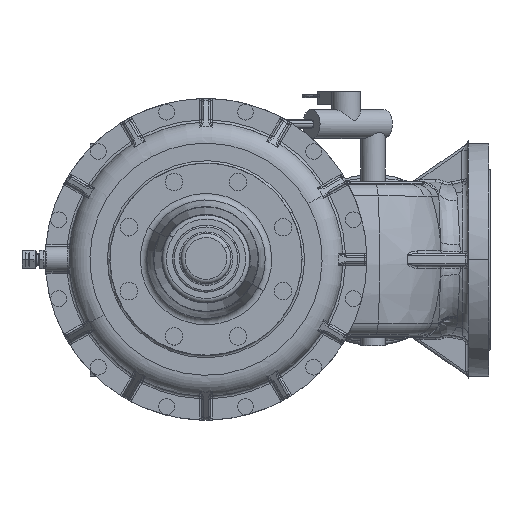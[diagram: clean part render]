
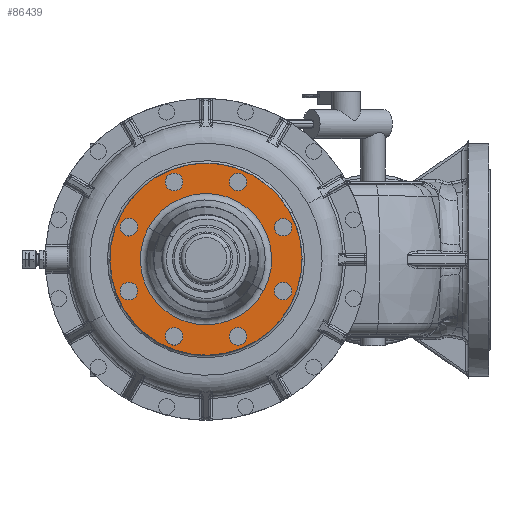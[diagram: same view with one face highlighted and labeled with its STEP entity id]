
A CAD part, top view. The second image highlights one B-rep face of the part: STEP entity #86439.
In plain terms, the highlighted planar face has unit normal (0, 0, 1).
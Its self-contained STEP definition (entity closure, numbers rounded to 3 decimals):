
#86013=CARTESIAN_POINT('Vertex',(-100.922,55.134,388.)) ;
#86016=CARTESIAN_POINT('Axis2P3D Location',(0.,0.,388.)) ;
#86020=CARTESIAN_POINT('Vertex',(100.922,-55.134,388.)) ;
#86036=CARTESIAN_POINT('Axis2P3D Location',(0.,0.,388.)) ;
#86268=CARTESIAN_POINT('Axis2P3D Location',(-78.639,0.,388.)) ;
#86277=CARTESIAN_POINT('Axis2P3D Location',(-92.388,38.268,388.)) ;
#86281=CARTESIAN_POINT('Vertex',(-81.888,38.268,388.)) ;
#86283=CARTESIAN_POINT('Vertex',(-102.888,38.268,388.)) ;
#86286=CARTESIAN_POINT('Axis2P3D Location',(-92.388,38.268,388.)) ;
#86295=CARTESIAN_POINT('Axis2P3D Location',(0.,0.,388.)) ;
#86299=CARTESIAN_POINT('Vertex',(69.012,-37.701,388.)) ;
#86301=CARTESIAN_POINT('Vertex',(-69.012,37.701,388.)) ;
#86304=CARTESIAN_POINT('Axis2P3D Location',(0.,0.,388.)) ;
#86313=CARTESIAN_POINT('Axis2P3D Location',(-38.268,92.388,388.)) ;
#86317=CARTESIAN_POINT('Vertex',(-45.693,99.813,388.)) ;
#86319=CARTESIAN_POINT('Vertex',(-30.844,84.963,388.)) ;
#86322=CARTESIAN_POINT('Axis2P3D Location',(-38.268,92.388,388.)) ;
#86331=CARTESIAN_POINT('Axis2P3D Location',(38.268,92.388,388.)) ;
#86335=CARTESIAN_POINT('Vertex',(38.268,102.888,388.)) ;
#86337=CARTESIAN_POINT('Vertex',(38.268,81.888,388.)) ;
#86340=CARTESIAN_POINT('Axis2P3D Location',(38.268,92.388,388.)) ;
#86349=CARTESIAN_POINT('Axis2P3D Location',(92.388,38.268,388.)) ;
#86353=CARTESIAN_POINT('Vertex',(99.813,45.693,388.)) ;
#86355=CARTESIAN_POINT('Vertex',(84.963,30.844,388.)) ;
#86358=CARTESIAN_POINT('Axis2P3D Location',(92.388,38.268,388.)) ;
#86367=CARTESIAN_POINT('Axis2P3D Location',(92.388,-38.268,388.)) ;
#86371=CARTESIAN_POINT('Vertex',(102.888,-38.268,388.)) ;
#86373=CARTESIAN_POINT('Vertex',(81.888,-38.268,388.)) ;
#86376=CARTESIAN_POINT('Axis2P3D Location',(92.388,-38.268,388.)) ;
#86385=CARTESIAN_POINT('Axis2P3D Location',(38.268,-92.388,388.)) ;
#86389=CARTESIAN_POINT('Vertex',(45.693,-99.813,388.)) ;
#86391=CARTESIAN_POINT('Vertex',(30.844,-84.963,388.)) ;
#86394=CARTESIAN_POINT('Axis2P3D Location',(38.268,-92.388,388.)) ;
#86403=CARTESIAN_POINT('Axis2P3D Location',(-38.268,-92.388,388.)) ;
#86407=CARTESIAN_POINT('Vertex',(-38.268,-102.888,388.)) ;
#86409=CARTESIAN_POINT('Vertex',(-38.268,-81.888,388.)) ;
#86412=CARTESIAN_POINT('Axis2P3D Location',(-38.268,-92.388,388.)) ;
#86421=CARTESIAN_POINT('Axis2P3D Location',(-92.388,-38.268,388.)) ;
#86425=CARTESIAN_POINT('Vertex',(-99.813,-45.693,388.)) ;
#86427=CARTESIAN_POINT('Vertex',(-84.963,-30.844,388.)) ;
#86430=CARTESIAN_POINT('Axis2P3D Location',(-92.388,-38.268,388.)) ;
#86017=DIRECTION('Axis2P3D Direction',(0.,0.,-1.)) ;
#86037=DIRECTION('Axis2P3D Direction',(0.,0.,-1.)) ;
#86269=DIRECTION('Axis2P3D Direction',(0.,0.,-1.)) ;
#86270=DIRECTION('Axis2P3D XDirection',(0.,1.,0.)) ;
#86278=DIRECTION('Axis2P3D Direction',(0.,0.,-1.)) ;
#86287=DIRECTION('Axis2P3D Direction',(0.,0.,-1.)) ;
#86296=DIRECTION('Axis2P3D Direction',(0.,0.,-1.)) ;
#86305=DIRECTION('Axis2P3D Direction',(0.,0.,-1.)) ;
#86314=DIRECTION('Axis2P3D Direction',(0.,0.,-1.)) ;
#86323=DIRECTION('Axis2P3D Direction',(0.,0.,-1.)) ;
#86332=DIRECTION('Axis2P3D Direction',(0.,0.,-1.)) ;
#86341=DIRECTION('Axis2P3D Direction',(0.,0.,-1.)) ;
#86350=DIRECTION('Axis2P3D Direction',(0.,0.,-1.)) ;
#86359=DIRECTION('Axis2P3D Direction',(0.,0.,-1.)) ;
#86368=DIRECTION('Axis2P3D Direction',(0.,0.,-1.)) ;
#86377=DIRECTION('Axis2P3D Direction',(0.,0.,-1.)) ;
#86386=DIRECTION('Axis2P3D Direction',(0.,0.,-1.)) ;
#86395=DIRECTION('Axis2P3D Direction',(0.,0.,-1.)) ;
#86404=DIRECTION('Axis2P3D Direction',(0.,0.,-1.)) ;
#86413=DIRECTION('Axis2P3D Direction',(0.,0.,-1.)) ;
#86422=DIRECTION('Axis2P3D Direction',(0.,0.,-1.)) ;
#86431=DIRECTION('Axis2P3D Direction',(0.,0.,-1.)) ;
#86018=AXIS2_PLACEMENT_3D('Circle Axis2P3D',#86016,#86017,$) ;
#86038=AXIS2_PLACEMENT_3D('Circle Axis2P3D',#86036,#86037,$) ;
#86271=AXIS2_PLACEMENT_3D('Plane Axis2P3D',#86268,#86269,#86270) ;
#86279=AXIS2_PLACEMENT_3D('Circle Axis2P3D',#86277,#86278,$) ;
#86288=AXIS2_PLACEMENT_3D('Circle Axis2P3D',#86286,#86287,$) ;
#86297=AXIS2_PLACEMENT_3D('Circle Axis2P3D',#86295,#86296,$) ;
#86306=AXIS2_PLACEMENT_3D('Circle Axis2P3D',#86304,#86305,$) ;
#86315=AXIS2_PLACEMENT_3D('Circle Axis2P3D',#86313,#86314,$) ;
#86324=AXIS2_PLACEMENT_3D('Circle Axis2P3D',#86322,#86323,$) ;
#86333=AXIS2_PLACEMENT_3D('Circle Axis2P3D',#86331,#86332,$) ;
#86342=AXIS2_PLACEMENT_3D('Circle Axis2P3D',#86340,#86341,$) ;
#86351=AXIS2_PLACEMENT_3D('Circle Axis2P3D',#86349,#86350,$) ;
#86360=AXIS2_PLACEMENT_3D('Circle Axis2P3D',#86358,#86359,$) ;
#86369=AXIS2_PLACEMENT_3D('Circle Axis2P3D',#86367,#86368,$) ;
#86378=AXIS2_PLACEMENT_3D('Circle Axis2P3D',#86376,#86377,$) ;
#86387=AXIS2_PLACEMENT_3D('Circle Axis2P3D',#86385,#86386,$) ;
#86396=AXIS2_PLACEMENT_3D('Circle Axis2P3D',#86394,#86395,$) ;
#86405=AXIS2_PLACEMENT_3D('Circle Axis2P3D',#86403,#86404,$) ;
#86414=AXIS2_PLACEMENT_3D('Circle Axis2P3D',#86412,#86413,$) ;
#86423=AXIS2_PLACEMENT_3D('Circle Axis2P3D',#86421,#86422,$) ;
#86432=AXIS2_PLACEMENT_3D('Circle Axis2P3D',#86430,#86431,$) ;
#86274=ORIENTED_EDGE('',*,*,#86022,.F.) ;
#86275=ORIENTED_EDGE('',*,*,#86040,.F.) ;
#86292=ORIENTED_EDGE('',*,*,#86285,.T.) ;
#86293=ORIENTED_EDGE('',*,*,#86290,.T.) ;
#86310=ORIENTED_EDGE('',*,*,#86303,.T.) ;
#86311=ORIENTED_EDGE('',*,*,#86308,.T.) ;
#86328=ORIENTED_EDGE('',*,*,#86321,.T.) ;
#86329=ORIENTED_EDGE('',*,*,#86326,.T.) ;
#86346=ORIENTED_EDGE('',*,*,#86339,.T.) ;
#86347=ORIENTED_EDGE('',*,*,#86344,.T.) ;
#86364=ORIENTED_EDGE('',*,*,#86357,.T.) ;
#86365=ORIENTED_EDGE('',*,*,#86362,.T.) ;
#86382=ORIENTED_EDGE('',*,*,#86375,.T.) ;
#86383=ORIENTED_EDGE('',*,*,#86380,.T.) ;
#86400=ORIENTED_EDGE('',*,*,#86393,.T.) ;
#86401=ORIENTED_EDGE('',*,*,#86398,.T.) ;
#86418=ORIENTED_EDGE('',*,*,#86411,.T.) ;
#86419=ORIENTED_EDGE('',*,*,#86416,.T.) ;
#86436=ORIENTED_EDGE('',*,*,#86429,.T.) ;
#86437=ORIENTED_EDGE('',*,*,#86434,.T.) ;
#86294=FACE_BOUND('',#86291,.T.) ;
#86312=FACE_BOUND('',#86309,.T.) ;
#86330=FACE_BOUND('',#86327,.T.) ;
#86348=FACE_BOUND('',#86345,.T.) ;
#86366=FACE_BOUND('',#86363,.T.) ;
#86384=FACE_BOUND('',#86381,.T.) ;
#86402=FACE_BOUND('',#86399,.T.) ;
#86420=FACE_BOUND('',#86417,.T.) ;
#86438=FACE_BOUND('',#86435,.T.) ;
#86439=ADVANCED_FACE('Brep With Voids',(#86276,#86294,#86312,#86330,#86348,#86366,#86384,#86402,#86420,#86438),#86272,.F.) ;
#86019=CIRCLE('generated circle',#86018,115.) ;
#86039=CIRCLE('generated circle',#86038,115.) ;
#86280=CIRCLE('generated circle',#86279,10.5) ;
#86289=CIRCLE('generated circle',#86288,10.5) ;
#86298=CIRCLE('generated circle',#86297,78.639) ;
#86307=CIRCLE('generated circle',#86306,78.639) ;
#86316=CIRCLE('generated circle',#86315,10.5) ;
#86325=CIRCLE('generated circle',#86324,10.5) ;
#86334=CIRCLE('generated circle',#86333,10.5) ;
#86343=CIRCLE('generated circle',#86342,10.5) ;
#86352=CIRCLE('generated circle',#86351,10.5) ;
#86361=CIRCLE('generated circle',#86360,10.5) ;
#86370=CIRCLE('generated circle',#86369,10.5) ;
#86379=CIRCLE('generated circle',#86378,10.5) ;
#86388=CIRCLE('generated circle',#86387,10.5) ;
#86397=CIRCLE('generated circle',#86396,10.5) ;
#86406=CIRCLE('generated circle',#86405,10.5) ;
#86415=CIRCLE('generated circle',#86414,10.5) ;
#86424=CIRCLE('generated circle',#86423,10.5) ;
#86433=CIRCLE('generated circle',#86432,10.5) ;
#86022=EDGE_CURVE('',#86014,#86021,#86019,.T.) ;
#86040=EDGE_CURVE('',#86021,#86014,#86039,.T.) ;
#86285=EDGE_CURVE('',#86282,#86284,#86280,.T.) ;
#86290=EDGE_CURVE('',#86284,#86282,#86289,.T.) ;
#86303=EDGE_CURVE('',#86300,#86302,#86298,.T.) ;
#86308=EDGE_CURVE('',#86302,#86300,#86307,.T.) ;
#86321=EDGE_CURVE('',#86318,#86320,#86316,.T.) ;
#86326=EDGE_CURVE('',#86320,#86318,#86325,.T.) ;
#86339=EDGE_CURVE('',#86336,#86338,#86334,.T.) ;
#86344=EDGE_CURVE('',#86338,#86336,#86343,.T.) ;
#86357=EDGE_CURVE('',#86354,#86356,#86352,.T.) ;
#86362=EDGE_CURVE('',#86356,#86354,#86361,.T.) ;
#86375=EDGE_CURVE('',#86372,#86374,#86370,.T.) ;
#86380=EDGE_CURVE('',#86374,#86372,#86379,.T.) ;
#86393=EDGE_CURVE('',#86390,#86392,#86388,.T.) ;
#86398=EDGE_CURVE('',#86392,#86390,#86397,.T.) ;
#86411=EDGE_CURVE('',#86408,#86410,#86406,.T.) ;
#86416=EDGE_CURVE('',#86410,#86408,#86415,.T.) ;
#86429=EDGE_CURVE('',#86426,#86428,#86424,.T.) ;
#86434=EDGE_CURVE('',#86428,#86426,#86433,.T.) ;
#86273=EDGE_LOOP('',(#86274,#86275)) ;
#86291=EDGE_LOOP('',(#86292,#86293)) ;
#86309=EDGE_LOOP('',(#86310,#86311)) ;
#86327=EDGE_LOOP('',(#86328,#86329)) ;
#86345=EDGE_LOOP('',(#86346,#86347)) ;
#86363=EDGE_LOOP('',(#86364,#86365)) ;
#86381=EDGE_LOOP('',(#86382,#86383)) ;
#86399=EDGE_LOOP('',(#86400,#86401)) ;
#86417=EDGE_LOOP('',(#86418,#86419)) ;
#86435=EDGE_LOOP('',(#86436,#86437)) ;
#86276=FACE_OUTER_BOUND('',#86273,.T.) ;
#86272=PLANE('',#86271) ;
#86014=VERTEX_POINT('',#86013) ;
#86021=VERTEX_POINT('',#86020) ;
#86282=VERTEX_POINT('',#86281) ;
#86284=VERTEX_POINT('',#86283) ;
#86300=VERTEX_POINT('',#86299) ;
#86302=VERTEX_POINT('',#86301) ;
#86318=VERTEX_POINT('',#86317) ;
#86320=VERTEX_POINT('',#86319) ;
#86336=VERTEX_POINT('',#86335) ;
#86338=VERTEX_POINT('',#86337) ;
#86354=VERTEX_POINT('',#86353) ;
#86356=VERTEX_POINT('',#86355) ;
#86372=VERTEX_POINT('',#86371) ;
#86374=VERTEX_POINT('',#86373) ;
#86390=VERTEX_POINT('',#86389) ;
#86392=VERTEX_POINT('',#86391) ;
#86408=VERTEX_POINT('',#86407) ;
#86410=VERTEX_POINT('',#86409) ;
#86426=VERTEX_POINT('',#86425) ;
#86428=VERTEX_POINT('',#86427) ;
